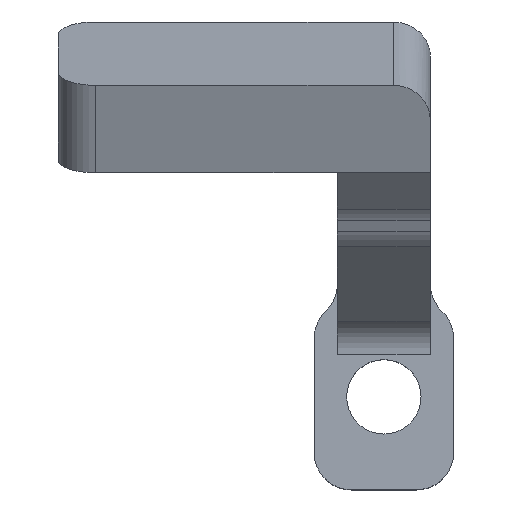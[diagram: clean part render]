
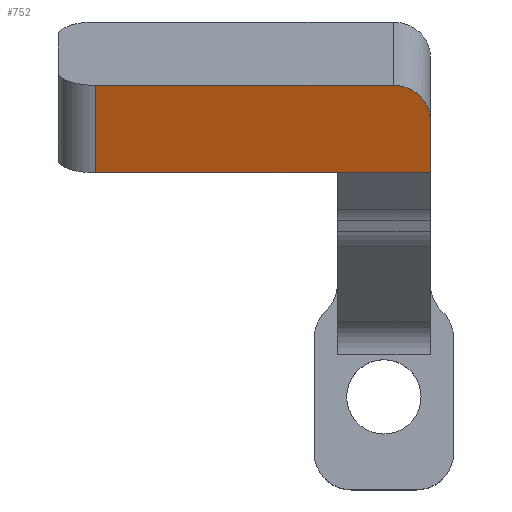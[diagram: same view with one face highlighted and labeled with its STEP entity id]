
A CAD part, top view. The second image highlights one B-rep face of the part: STEP entity #752.
In plain terms, the highlighted planar face has unit normal (0, -0.342, 0.94).
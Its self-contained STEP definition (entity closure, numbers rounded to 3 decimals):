
#82=PLANE('',#819);
#102=FACE_OUTER_BOUND('',#139,.T.);
#139=EDGE_LOOP('',(#542,#543,#544,#545,#546));
#178=CIRCLE('',#815,0.8);
#216=LINE('',#1120,#280);
#223=LINE('',#1153,#287);
#224=LINE('',#1155,#288);
#225=LINE('',#1156,#289);
#280=VECTOR('',#895,10.);
#287=VECTOR('',#918,10.);
#288=VECTOR('',#921,10.);
#289=VECTOR('',#922,10.);
#349=VERTEX_POINT('',#1117);
#350=VERTEX_POINT('',#1119);
#357=VERTEX_POINT('',#1139);
#358=VERTEX_POINT('',#1141);
#362=VERTEX_POINT('',#1151);
#420=EDGE_CURVE('',#349,#350,#216,.T.);
#428=EDGE_CURVE('',#358,#357,#178,.T.);
#434=EDGE_CURVE('',#357,#362,#223,.T.);
#435=EDGE_CURVE('',#362,#350,#224,.T.);
#436=EDGE_CURVE('',#349,#358,#225,.T.);
#542=ORIENTED_EDGE('',*,*,#428,.T.);
#543=ORIENTED_EDGE('',*,*,#434,.T.);
#544=ORIENTED_EDGE('',*,*,#435,.T.);
#545=ORIENTED_EDGE('',*,*,#420,.F.);
#546=ORIENTED_EDGE('',*,*,#436,.T.);
#752=ADVANCED_FACE('',(#102),#82,.F.);
#815=AXIS2_PLACEMENT_3D('',#1142,#907,#908);
#819=AXIS2_PLACEMENT_3D('',#1154,#919,#920);
#895=DIRECTION('',(-1.,0.,0.));
#907=DIRECTION('center_axis',(0.,-0.342,0.94));
#908=DIRECTION('ref_axis',(0.707,0.664,0.242));
#918=DIRECTION('',(-1.,0.,0.));
#919=DIRECTION('center_axis',(0.,0.342,-0.94));
#920=DIRECTION('ref_axis',(0.,-0.94,-0.342));
#921=DIRECTION('',(0.,-0.94,-0.342));
#922=DIRECTION('',(0.,0.94,0.342));
#1117=CARTESIAN_POINT('',(1.,4.8,13.318));
#1119=CARTESIAN_POINT('',(-6.2,4.8,13.318));
#1120=CARTESIAN_POINT('',(0.,4.8,13.318));
#1139=CARTESIAN_POINT('',(0.2,6.679,14.002));
#1141=CARTESIAN_POINT('',(1.,5.927,13.728));
#1142=CARTESIAN_POINT('Origin',(0.2,5.927,13.728));
#1151=CARTESIAN_POINT('',(-6.2,6.679,14.002));
#1153=CARTESIAN_POINT('',(0.,6.679,14.002));
#1154=CARTESIAN_POINT('Origin',(0.,6.679,14.002));
#1155=CARTESIAN_POINT('',(-6.2,6.209,13.831));
#1156=CARTESIAN_POINT('',(1.,6.679,14.002));
